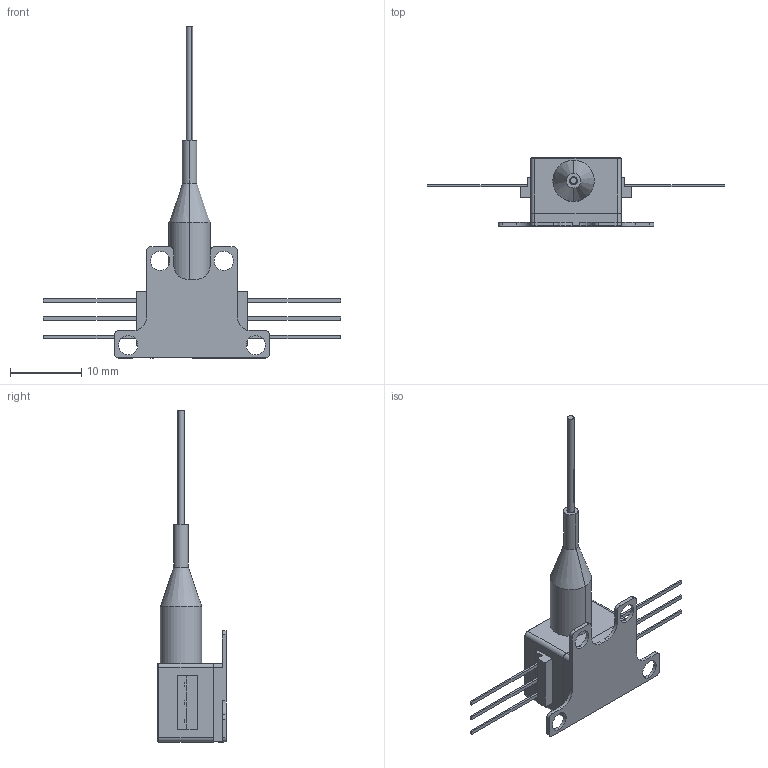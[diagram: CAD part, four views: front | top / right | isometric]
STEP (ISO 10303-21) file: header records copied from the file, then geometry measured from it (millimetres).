
FILE_DESCRIPTION (( 'STEP AP214' ), '1' );
FILE_NAME ('QTN006404-E0W.STEP', '2014-01-02T19:18:45', ( '' ), ( '' ), 'SwSTEP 2.0', 'SolidWorks 2012', '' );
FILE_SCHEMA (( 'AUTOMOTIVE_DESIGN' ));
Length unit declared in the file: millimetre
Products named in the file (1): QTN006404-E0W
Bounding box: 41.6 x 9.53 x 46.5 mm (x, y, z)
Volume: 931.1 mm3; surface area: 2424.8 mm2
Topology: 15 solids, 15 shells, 491 faces, 1303 edges, 864 vertices
Faces by surface type: plane 322, bspline 93, cylinder 70, cone 6
Entity records: 25710 total; most frequent: CARTESIAN_POINT 8392, ORIENTED_EDGE 2606, DIRECTION 2061, EDGE_CURVE 1303, VECTOR 971, LINE 971, VERTEX_POINT 864, AXIS2_PLACEMENT_3D 545
